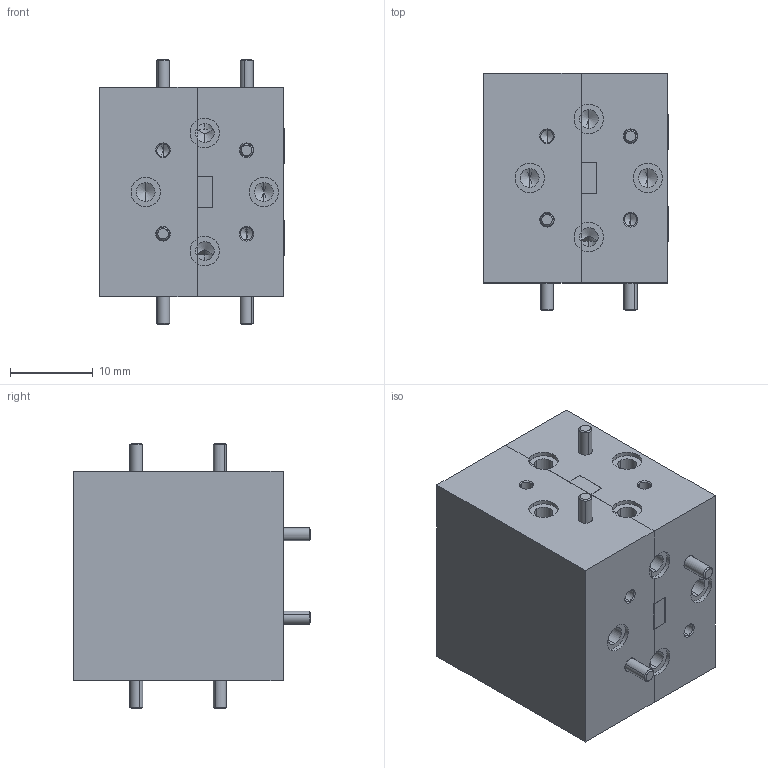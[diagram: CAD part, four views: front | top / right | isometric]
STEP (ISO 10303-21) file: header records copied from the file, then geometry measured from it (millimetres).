
FILE_DESCRIPTION (( 'STEP AP214' ), '1' );
FILE_NAME ('SWP-50375302-15-S1.STEP', '2018-01-18T19:01:17', ( '' ), ( '' ), 'SwSTEP 2.0', 'SolidWorks 2016', '' );
FILE_SCHEMA (( 'AUTOMOTIVE_DESIGN' ));
Length unit declared in the file: inch
Products named in the file (1): SWP-50375302-15-S1
Bounding box: 22.3 x 28.77 x 32.13 mm (x, y, z)
Volume: 13484.8 mm3; surface area: 7781.3 mm2
Topology: 16 solids, 16 shells, 777 faces, 2004 edges, 1248 vertices
Faces by surface type: cylinder 482, cone 168, plane 119, bspline 8
Entity records: 41158 total; most frequent: CARTESIAN_POINT 13986, ORIENTED_EDGE 3896, DIRECTION 3204, EDGE_CURVE 1948, VERTEX_POINT 1248, AXIS2_PLACEMENT_3D 1202, EDGE_LOOP 830, VECTOR 800
